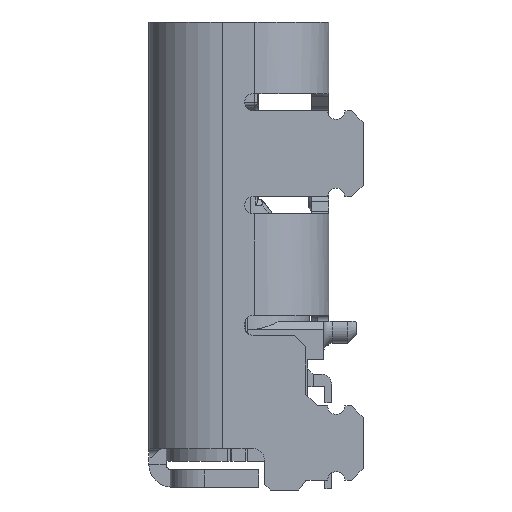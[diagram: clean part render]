
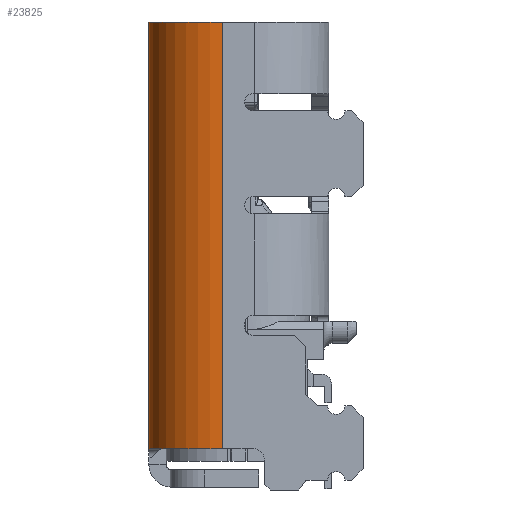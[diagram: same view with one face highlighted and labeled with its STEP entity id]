
A CAD part, left-side view. The second image highlights one B-rep face of the part: STEP entity #23825.
In plain terms, the highlighted cylindrical face has radius 1.29 mm (diameter 2.58 mm), a partial arc.
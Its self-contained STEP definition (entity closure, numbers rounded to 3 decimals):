
#553 = DIRECTION ( 'NONE',  ( -1., 0., 0. ) ) ;
#734 = CARTESIAN_POINT ( 'NONE',  ( -3.18, 0.28, -2.75 ) ) ;
#770 = DIRECTION ( 'NONE',  ( 0., 0., -1. ) ) ;
#3035 = FACE_OUTER_BOUND ( 'NONE', #27000, .T. ) ;
#4271 = VERTEX_POINT ( 'NONE', #24948 ) ;
#4391 = DIRECTION ( 'NONE',  ( -1., 0., 0. ) ) ;
#4623 = CARTESIAN_POINT ( 'NONE',  ( -3.18, 0.28, 28.193 ) ) ;
#5710 = ORIENTED_EDGE ( 'NONE', *, *, #30592, .T. ) ;
#7823 = CARTESIAN_POINT ( 'NONE',  ( -3.18, 1.57, 4.7 ) ) ;
#10033 = CIRCLE ( 'NONE', #29824, 1.29 ) ;
#11841 = EDGE_CURVE ( 'NONE', #17687, #4271, #20005, .T. ) ;
#11907 = CARTESIAN_POINT ( 'NONE',  ( -4.47, 0.28, 14.175 ) ) ;
#12279 = VERTEX_POINT ( 'NONE', #7823 ) ;
#13566 = CIRCLE ( 'NONE', #27759, 1.29 ) ;
#14126 = CARTESIAN_POINT ( 'NONE',  ( -4.47, 0.28, 4.7 ) ) ;
#14450 = DIRECTION ( 'NONE',  ( 0., 0., -1. ) ) ;
#15649 = CARTESIAN_POINT ( 'NONE',  ( -3.18, 1.57, 14.175 ) ) ;
#16753 = VECTOR ( 'NONE', #14450, 1000. ) ;
#17504 = AXIS2_PLACEMENT_3D ( 'NONE', #4623, #25660, #4391 ) ;
#17627 = EDGE_CURVE ( 'NONE', #22922, #4271, #13566, .T. ) ;
#17687 = VERTEX_POINT ( 'NONE', #14126 ) ;
#18422 = EDGE_CURVE ( 'NONE', #12279, #22922, #20483, .T. ) ;
#18895 = ORIENTED_EDGE ( 'NONE', *, *, #18422, .T. ) ;
#19155 = DIRECTION ( 'NONE',  ( 0., 0., 1. ) ) ;
#20005 = LINE ( 'NONE', #11907, #16753 ) ;
#20483 = LINE ( 'NONE', #15649, #30745 ) ;
#21179 = CARTESIAN_POINT ( 'NONE',  ( -3.18, 1.57, -2.75 ) ) ;
#22376 = CYLINDRICAL_SURFACE ( 'NONE', #17504, 1.29 ) ;
#22922 = VERTEX_POINT ( 'NONE', #21179 ) ;
#23825 = ADVANCED_FACE ( 'NONE', ( #3035 ), #22376, .T. ) ;
#24405 = DIRECTION ( 'NONE',  ( -1., 0., 0. ) ) ;
#24478 = ORIENTED_EDGE ( 'NONE', *, *, #17627, .T. ) ;
#24948 = CARTESIAN_POINT ( 'NONE',  ( -4.47, 0.28, -2.75 ) ) ;
#25660 = DIRECTION ( 'NONE',  ( 0., 0., -1. ) ) ;
#27000 = EDGE_LOOP ( 'NONE', ( #5710, #18895, #24478, #28129 ) ) ;
#27209 = CARTESIAN_POINT ( 'NONE',  ( -3.18, 0.28, 4.7 ) ) ;
#27759 = AXIS2_PLACEMENT_3D ( 'NONE', #734, #19155, #24405 ) ;
#28129 = ORIENTED_EDGE ( 'NONE', *, *, #11841, .F. ) ;
#29824 = AXIS2_PLACEMENT_3D ( 'NONE', #27209, #770, #553 ) ;
#30592 = EDGE_CURVE ( 'NONE', #17687, #12279, #10033, .T. ) ;
#30745 = VECTOR ( 'NONE', #33959, 1000. ) ;
#33959 = DIRECTION ( 'NONE',  ( 0., 0., -1. ) ) ;
